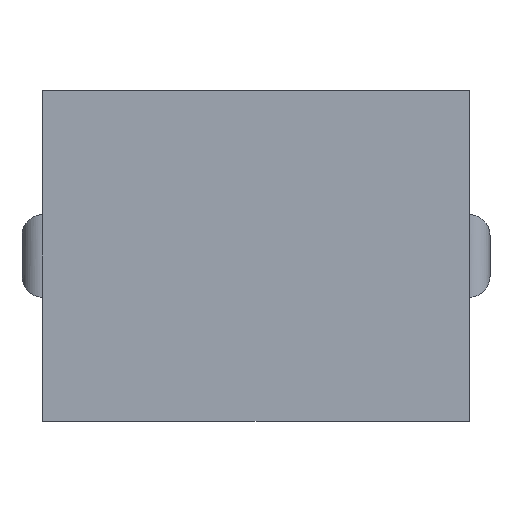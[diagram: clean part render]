
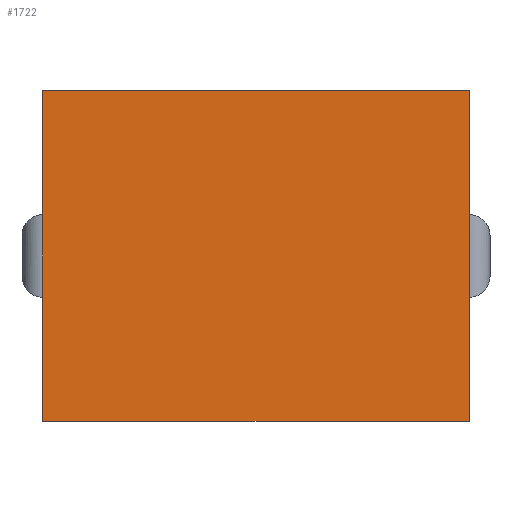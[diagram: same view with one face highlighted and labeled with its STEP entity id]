
A CAD part, front view. The second image highlights one B-rep face of the part: STEP entity #1722.
In plain terms, the highlighted planar face has unit normal (0, -1, 0).
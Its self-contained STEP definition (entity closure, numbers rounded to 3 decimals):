
#70 = EDGE_LOOP ( 'NONE', ( #3190, #2764, #2189, #1898 ) ) ;
#94 = CARTESIAN_POINT ( 'NONE',  ( 3.1, 0., 2.4 ) ) ;
#208 = LINE ( 'NONE', #2193, #1987 ) ;
#245 = EDGE_CURVE ( 'NONE', #2637, #1138, #1736, .T. ) ;
#426 = VECTOR ( 'NONE', #959, 1000. ) ;
#819 = VECTOR ( 'NONE', #2286, 1000. ) ;
#959 = DIRECTION ( 'NONE',  ( 0., 0., -1. ) ) ;
#973 = DIRECTION ( 'NONE',  ( 0., 0., 1. ) ) ;
#983 = DIRECTION ( 'NONE',  ( 0., 1., 0. ) ) ;
#1071 = LINE ( 'NONE', #1558, #819 ) ;
#1138 = VERTEX_POINT ( 'NONE', #1447 ) ;
#1160 = DIRECTION ( 'NONE',  ( 1., 0., 0. ) ) ;
#1447 = CARTESIAN_POINT ( 'NONE',  ( 3.1, 0., 0. ) ) ;
#1558 = CARTESIAN_POINT ( 'NONE',  ( 0., 0., 0. ) ) ;
#1686 = VECTOR ( 'NONE', #2578, 1000. ) ;
#1722 = ADVANCED_FACE ( 'NONE', ( #3023 ), #3108, .F. ) ;
#1736 = LINE ( 'NONE', #3314, #1686 ) ;
#1742 = EDGE_CURVE ( 'NONE', #2885, #1138, #1071, .T. ) ;
#1849 = CARTESIAN_POINT ( 'NONE',  ( 0., 0., 0. ) ) ;
#1898 = ORIENTED_EDGE ( 'NONE', *, *, #3300, .T. ) ;
#1986 = VERTEX_POINT ( 'NONE', #2405 ) ;
#1987 = VECTOR ( 'NONE', #1160, 1000. ) ;
#2189 = ORIENTED_EDGE ( 'NONE', *, *, #2196, .F. ) ;
#2193 = CARTESIAN_POINT ( 'NONE',  ( 0., 0., 2.4 ) ) ;
#2196 = EDGE_CURVE ( 'NONE', #1986, #2637, #208, .T. ) ;
#2277 = CARTESIAN_POINT ( 'NONE',  ( 0., 0., 2.4 ) ) ;
#2286 = DIRECTION ( 'NONE',  ( 1., 0., 0. ) ) ;
#2405 = CARTESIAN_POINT ( 'NONE',  ( 0., 0., 2.4 ) ) ;
#2496 = CARTESIAN_POINT ( 'NONE',  ( 0., 0., 2.4 ) ) ;
#2499 = LINE ( 'NONE', #2496, #426 ) ;
#2578 = DIRECTION ( 'NONE',  ( 0., 0., -1. ) ) ;
#2624 = AXIS2_PLACEMENT_3D ( 'NONE', #2277, #983, #973 ) ;
#2637 = VERTEX_POINT ( 'NONE', #94 ) ;
#2764 = ORIENTED_EDGE ( 'NONE', *, *, #245, .F. ) ;
#2885 = VERTEX_POINT ( 'NONE', #1849 ) ;
#3023 = FACE_OUTER_BOUND ( 'NONE', #70, .T. ) ;
#3108 = PLANE ( 'NONE',  #2624 ) ;
#3190 = ORIENTED_EDGE ( 'NONE', *, *, #1742, .T. ) ;
#3300 = EDGE_CURVE ( 'NONE', #1986, #2885, #2499, .T. ) ;
#3314 = CARTESIAN_POINT ( 'NONE',  ( 3.1, 0., 2.4 ) ) ;
